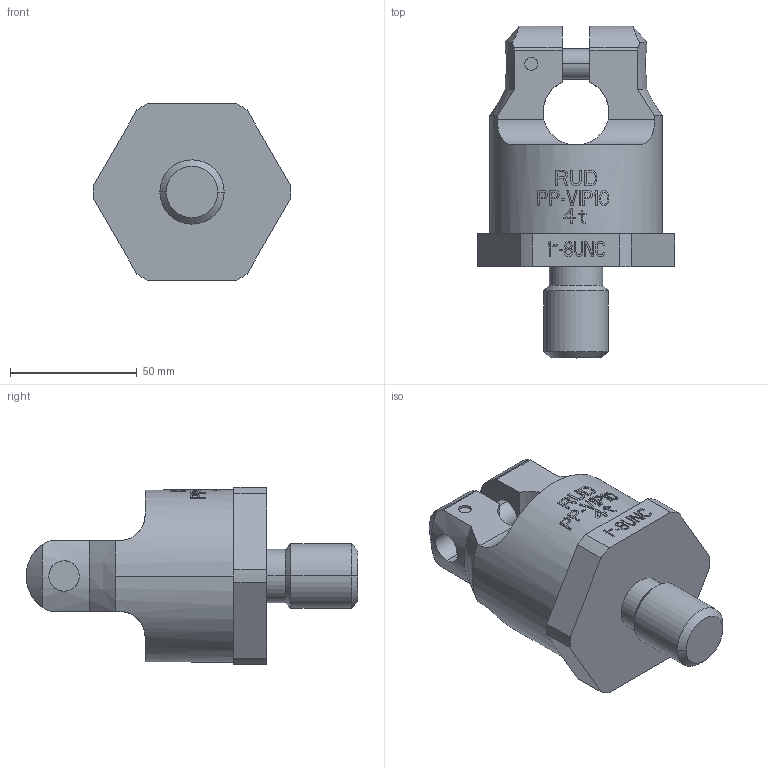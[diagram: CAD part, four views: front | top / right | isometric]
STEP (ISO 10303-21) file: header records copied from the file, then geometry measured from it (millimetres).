
FILE_DESCRIPTION((''),'2;1');
FILE_NAME('4PP-VIP10-4T-1Z','2005-01-19T',('jakubetz'),(''),'PRO/ENGINEER BY PARAMETRIC TECHNOLOGY CORPORATION, 2001400','PRO/ENGINEER BY PARAMETRIC TECHNOLOGY CORPORATION, 2001400','');
FILE_SCHEMA(('CONFIG_CONTROL_DESIGN'));
Length unit declared in the file: millimetre
Products named in the file (1): 4PP-VIP10-4T-1Z
Bounding box: 77.98 x 131 x 70 mm (x, y, z)
Volume: 251079.6 mm3; surface area: 37960.4 mm2
Topology: 2 solids, 2 shells, 505 faces, 1390 edges, 924 vertices
Faces by surface type: plane 446, cylinder 51, cone 8
Entity records: 16367 total; most frequent: CARTESIAN_POINT 3936, ORIENTED_EDGE 2780, DIRECTION 2232, EDGE_CURVE 1390, VERTEX_POINT 924, VECTOR 914, LINE 914, AXIS2_PLACEMENT_3D 659
